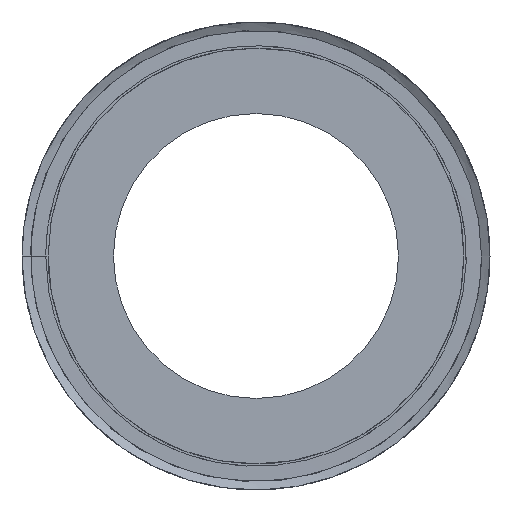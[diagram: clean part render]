
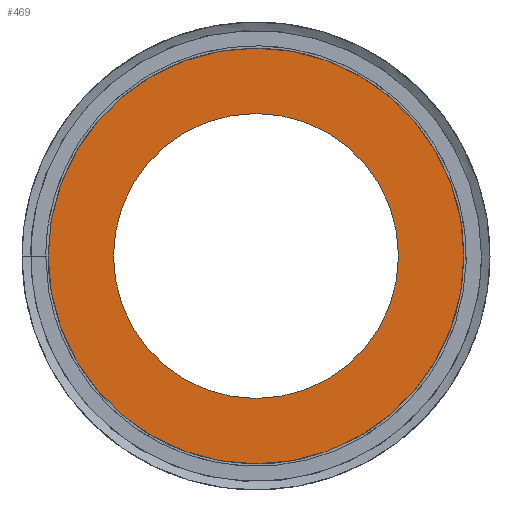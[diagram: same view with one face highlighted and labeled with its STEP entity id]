
A CAD part, left-side view. The second image highlights one B-rep face of the part: STEP entity #469.
In plain terms, the highlighted planar face has unit normal (-1, 0, 0).
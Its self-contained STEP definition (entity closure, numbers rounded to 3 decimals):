
#22=FACE_BOUND('',#76,.T.);
#24=PLANE('',#520);
#27=CIRCLE('',#513,8.75);
#30=CIRCLE('',#518,6.);
#47=FACE_OUTER_BOUND('',#75,.T.);
#75=EDGE_LOOP('',(#356));
#76=EDGE_LOOP('',(#357));
#209=VERTEX_POINT('',#1025);
#214=VERTEX_POINT('',#1097);
#264=EDGE_CURVE('',#209,#209,#27,.T.);
#272=EDGE_CURVE('',#214,#214,#30,.T.);
#356=ORIENTED_EDGE('',*,*,#264,.T.);
#357=ORIENTED_EDGE('',*,*,#272,.T.);
#469=ADVANCED_FACE('',(#47,#22),#24,.F.);
#513=AXIS2_PLACEMENT_3D('',#1026,#567,#568);
#518=AXIS2_PLACEMENT_3D('',#1099,#580,#581);
#520=AXIS2_PLACEMENT_3D('',#1101,#584,#585);
#567=DIRECTION('center_axis',(-1.,0.,0.));
#568=DIRECTION('ref_axis',(0.,-1.,0.));
#580=DIRECTION('center_axis',(1.,0.,0.));
#581=DIRECTION('ref_axis',(0.,-1.,0.));
#584=DIRECTION('center_axis',(1.,0.,0.));
#585=DIRECTION('ref_axis',(0.,0.,-1.));
#1025=CARTESIAN_POINT('',(-14.991,8.75,0.));
#1026=CARTESIAN_POINT('Origin',(-14.991,0.,0.));
#1097=CARTESIAN_POINT('',(-14.991,6.,0.));
#1099=CARTESIAN_POINT('Origin',(-14.991,0.,0.));
#1101=CARTESIAN_POINT('Origin',(-14.991,0.,0.));
